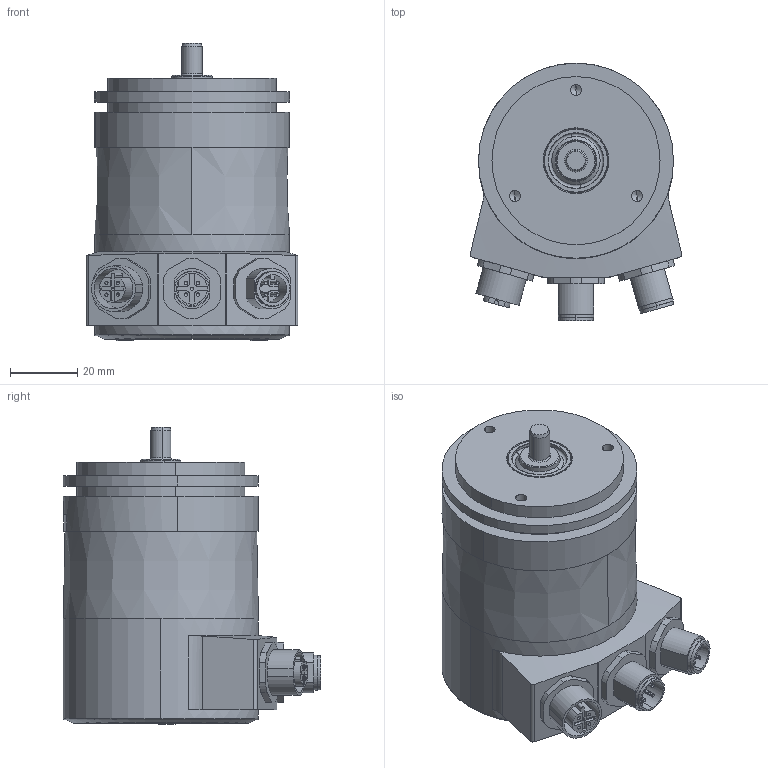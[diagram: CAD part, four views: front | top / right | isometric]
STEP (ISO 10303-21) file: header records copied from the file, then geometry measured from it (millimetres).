
FILE_DESCRIPTION((''),'2;1');
FILE_NAME('884938','2011-10-14T',('se2930'),(''),'PRO/ENGINEER BY PARAMETRIC TECHNOLOGY CORPORATION, 2010180','PRO/ENGINEER BY PARAMETRIC TECHNOLOGY CORPORATION, 2010180','');
FILE_SCHEMA(('CONFIG_CONTROL_DESIGN','SHAPE_APPEARANCE_LAYERS_GROUPS'));
Length unit declared in the file: millimetre
Products named in the file (1): 884938
Bounding box: 62.91 x 76.5 x 88.5 mm (x, y, z)
Volume: 88138.5 mm3; surface area: 54619.1 mm2
Topology: 28 solids, 28 shells, 990 faces, 2433 edges, 1565 vertices
Faces by surface type: plane 413, cylinder 403, cone 127, torus 38, sphere 9
Entity records: 29907 total; most frequent: CARTESIAN_POINT 5912, DIRECTION 5300, ORIENTED_EDGE 4798, EDGE_CURVE 2399, AXIS2_PLACEMENT_3D 2078, VERTEX_POINT 1565, VECTOR 1144, LINE 1144
